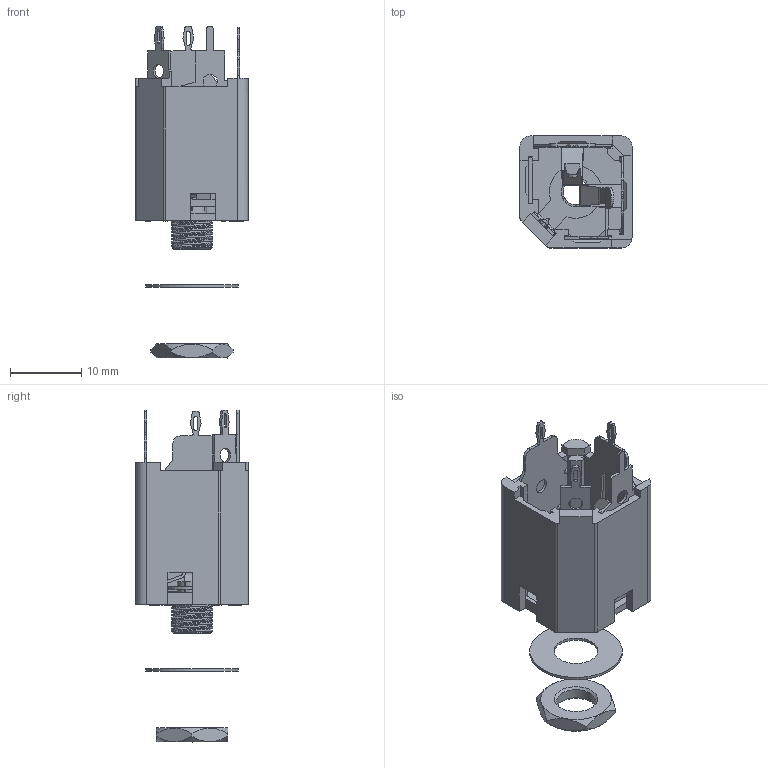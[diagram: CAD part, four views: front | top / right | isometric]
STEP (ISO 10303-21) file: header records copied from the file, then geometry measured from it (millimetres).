
FILE_DESCRIPTION((''),'2;1');
FILE_NAME('ACJS-MV35-3S.stp','2015-06-04T14:06:00',('minh'),(''),'Autodesk Inventor 2012','Autodesk Inventor 2012','');
FILE_SCHEMA(('AUTOMOTIVE_DESIGN { 1 0 10303 214 1 1 1 1 }'));
Length unit declared in the file: inch
Products named in the file (1): ACJS-MV35-3S_Shrinkwrap_1
Bounding box: 15.76 x 15.76 x 46.7 mm (x, y, z)
Surface area: 4742.5 mm2 (no closed solid volume)
Topology: 0 solids, 17 shells, 277 faces, 1224 edges, 943 vertices
Faces by surface type: plane 209, cylinder 49, sphere 7, bspline 6, cone 6
Full cylindrical faces by diameter (mm): 2 x3, 3.6 x1, 4.1 x1, 5.459 x1, 6.2 x1, 13 x1
Entity records: 16256 total; most frequent: CARTESIAN_POINT 6320, ORIENTED_EDGE 1835, DIRECTION 1781, EDGE_CURVE 1201, VERTEX_POINT 935, VECTOR 927, LINE 927, AXIS2_PLACEMENT_3D 427
